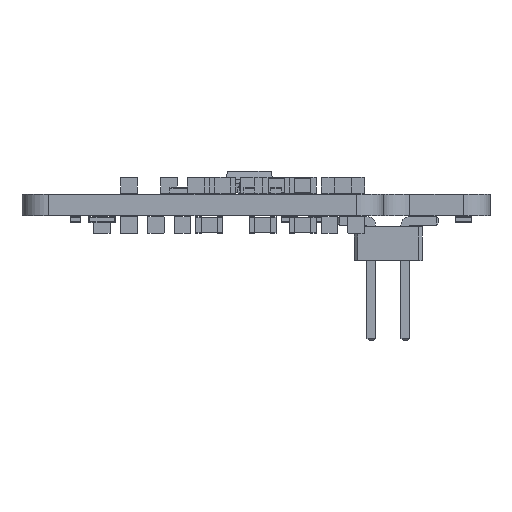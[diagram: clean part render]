
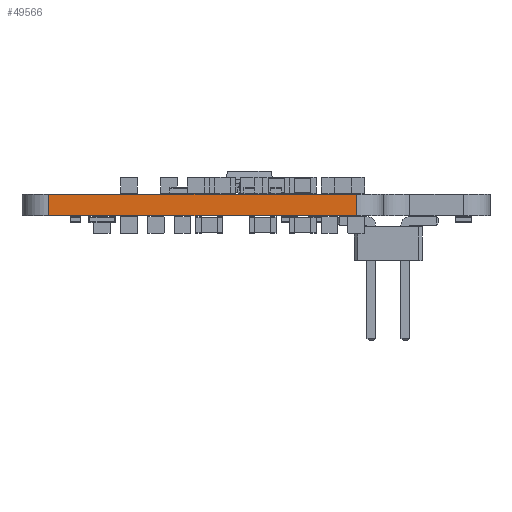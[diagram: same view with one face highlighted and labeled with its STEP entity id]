
A CAD part, left-side view. The second image highlights one B-rep face of the part: STEP entity #49566.
In plain terms, the highlighted planar face has unit normal (-1, 0, 0).
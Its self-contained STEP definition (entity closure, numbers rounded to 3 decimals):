
#46277 = PLANE('',#46278);
#46278 = AXIS2_PLACEMENT_3D('',#46279,#46280,#46281);
#46279 = CARTESIAN_POINT('',(208.19,-37.66,1.6));
#46280 = DIRECTION('',(0.,0.,1.));
#46281 = DIRECTION('',(1.,0.,-0.));
#46331 = PLANE('',#46332);
#46332 = AXIS2_PLACEMENT_3D('',#46333,#46334,#46335);
#46333 = CARTESIAN_POINT('',(208.19,-37.66,0.));
#46334 = DIRECTION('',(0.,0.,1.));
#46335 = DIRECTION('',(1.,0.,-0.));
#46585 = VERTEX_POINT('',#46586);
#46586 = CARTESIAN_POINT('',(166.,-24.,0.));
#46601 = CYLINDRICAL_SURFACE('',#46602,2.);
#46602 = AXIS2_PLACEMENT_3D('',#46603,#46604,#46605);
#46603 = CARTESIAN_POINT('',(168.,-24.,0.));
#46604 = DIRECTION('',(-0.,-0.,-1.));
#46605 = DIRECTION('',(1.,0.,-0.));
#46613 = EDGE_CURVE('',#46585,#46614,#46616,.T.);
#46614 = VERTEX_POINT('',#46615);
#46615 = CARTESIAN_POINT('',(166.,-47.,0.));
#46616 = SURFACE_CURVE('',#46617,(#46621,#46628),.PCURVE_S1.);
#46617 = LINE('',#46618,#46619);
#46618 = CARTESIAN_POINT('',(166.,-24.,0.));
#46619 = VECTOR('',#46620,1.);
#46620 = DIRECTION('',(0.,-1.,0.));
#46621 = PCURVE('',#46331,#46622);
#46622 = DEFINITIONAL_REPRESENTATION('',(#46623),#46627);
#46623 = LINE('',#46624,#46625);
#46624 = CARTESIAN_POINT('',(-42.19,13.66));
#46625 = VECTOR('',#46626,1.);
#46626 = DIRECTION('',(0.,-1.));
#46627 = ( GEOMETRIC_REPRESENTATION_CONTEXT(2) 
PARAMETRIC_REPRESENTATION_CONTEXT() REPRESENTATION_CONTEXT('2D SPACE',''
  ) );
#46628 = PCURVE('',#46629,#46634);
#46629 = PLANE('',#46630);
#46630 = AXIS2_PLACEMENT_3D('',#46631,#46632,#46633);
#46631 = CARTESIAN_POINT('',(166.,-24.,0.));
#46632 = DIRECTION('',(1.,0.,-0.));
#46633 = DIRECTION('',(0.,-1.,0.));
#46634 = DEFINITIONAL_REPRESENTATION('',(#46635),#46639);
#46635 = LINE('',#46636,#46637);
#46636 = CARTESIAN_POINT('',(0.,0.));
#46637 = VECTOR('',#46638,1.);
#46638 = DIRECTION('',(1.,0.));
#46639 = ( GEOMETRIC_REPRESENTATION_CONTEXT(2) 
PARAMETRIC_REPRESENTATION_CONTEXT() REPRESENTATION_CONTEXT('2D SPACE',''
  ) );
#46658 = CYLINDRICAL_SURFACE('',#46659,2.);
#46659 = AXIS2_PLACEMENT_3D('',#46660,#46661,#46662);
#46660 = CARTESIAN_POINT('',(168.,-47.,0.));
#46661 = DIRECTION('',(-0.,-0.,-1.));
#46662 = DIRECTION('',(1.,0.,-0.));
#48126 = VERTEX_POINT('',#48127);
#48127 = CARTESIAN_POINT('',(166.,-24.,1.6));
#48149 = EDGE_CURVE('',#48126,#48150,#48152,.T.);
#48150 = VERTEX_POINT('',#48151);
#48151 = CARTESIAN_POINT('',(166.,-47.,1.6));
#48152 = SURFACE_CURVE('',#48153,(#48157,#48164),.PCURVE_S1.);
#48153 = LINE('',#48154,#48155);
#48154 = CARTESIAN_POINT('',(166.,-24.,1.6));
#48155 = VECTOR('',#48156,1.);
#48156 = DIRECTION('',(0.,-1.,0.));
#48157 = PCURVE('',#46277,#48158);
#48158 = DEFINITIONAL_REPRESENTATION('',(#48159),#48163);
#48159 = LINE('',#48160,#48161);
#48160 = CARTESIAN_POINT('',(-42.19,13.66));
#48161 = VECTOR('',#48162,1.);
#48162 = DIRECTION('',(0.,-1.));
#48163 = ( GEOMETRIC_REPRESENTATION_CONTEXT(2) 
PARAMETRIC_REPRESENTATION_CONTEXT() REPRESENTATION_CONTEXT('2D SPACE',''
  ) );
#48164 = PCURVE('',#46629,#48165);
#48165 = DEFINITIONAL_REPRESENTATION('',(#48166),#48170);
#48166 = LINE('',#48167,#48168);
#48167 = CARTESIAN_POINT('',(0.,-1.6));
#48168 = VECTOR('',#48169,1.);
#48169 = DIRECTION('',(1.,0.));
#48170 = ( GEOMETRIC_REPRESENTATION_CONTEXT(2) 
PARAMETRIC_REPRESENTATION_CONTEXT() REPRESENTATION_CONTEXT('2D SPACE',''
  ) );
#49516 = EDGE_CURVE('',#46614,#48150,#49517,.T.);
#49517 = SURFACE_CURVE('',#49518,(#49522,#49529),.PCURVE_S1.);
#49518 = LINE('',#49519,#49520);
#49519 = CARTESIAN_POINT('',(166.,-47.,0.));
#49520 = VECTOR('',#49521,1.);
#49521 = DIRECTION('',(0.,0.,1.));
#49522 = PCURVE('',#46658,#49523);
#49523 = DEFINITIONAL_REPRESENTATION('',(#49524),#49528);
#49524 = LINE('',#49525,#49526);
#49525 = CARTESIAN_POINT('',(-3.142,0.));
#49526 = VECTOR('',#49527,1.);
#49527 = DIRECTION('',(-0.,-1.));
#49528 = ( GEOMETRIC_REPRESENTATION_CONTEXT(2) 
PARAMETRIC_REPRESENTATION_CONTEXT() REPRESENTATION_CONTEXT('2D SPACE',''
  ) );
#49529 = PCURVE('',#46629,#49530);
#49530 = DEFINITIONAL_REPRESENTATION('',(#49531),#49535);
#49531 = LINE('',#49532,#49533);
#49532 = CARTESIAN_POINT('',(23.,0.));
#49533 = VECTOR('',#49534,1.);
#49534 = DIRECTION('',(0.,-1.));
#49535 = ( GEOMETRIC_REPRESENTATION_CONTEXT(2) 
PARAMETRIC_REPRESENTATION_CONTEXT() REPRESENTATION_CONTEXT('2D SPACE',''
  ) );
#49545 = EDGE_CURVE('',#46585,#48126,#49546,.T.);
#49546 = SURFACE_CURVE('',#49547,(#49551,#49558),.PCURVE_S1.);
#49547 = LINE('',#49548,#49549);
#49548 = CARTESIAN_POINT('',(166.,-24.,0.));
#49549 = VECTOR('',#49550,1.);
#49550 = DIRECTION('',(0.,0.,1.));
#49551 = PCURVE('',#46601,#49552);
#49552 = DEFINITIONAL_REPRESENTATION('',(#49553),#49557);
#49553 = LINE('',#49554,#49555);
#49554 = CARTESIAN_POINT('',(-3.142,0.));
#49555 = VECTOR('',#49556,1.);
#49556 = DIRECTION('',(-0.,-1.));
#49557 = ( GEOMETRIC_REPRESENTATION_CONTEXT(2) 
PARAMETRIC_REPRESENTATION_CONTEXT() REPRESENTATION_CONTEXT('2D SPACE',''
  ) );
#49558 = PCURVE('',#46629,#49559);
#49559 = DEFINITIONAL_REPRESENTATION('',(#49560),#49564);
#49560 = LINE('',#49561,#49562);
#49561 = CARTESIAN_POINT('',(0.,0.));
#49562 = VECTOR('',#49563,1.);
#49563 = DIRECTION('',(0.,-1.));
#49564 = ( GEOMETRIC_REPRESENTATION_CONTEXT(2) 
PARAMETRIC_REPRESENTATION_CONTEXT() REPRESENTATION_CONTEXT('2D SPACE',''
  ) );
#49566 = ADVANCED_FACE('',(#49567),#46629,.F.);
#49567 = FACE_BOUND('',#49568,.F.);
#49568 = EDGE_LOOP('',(#49569,#49570,#49571,#49572));
#49569 = ORIENTED_EDGE('',*,*,#49545,.T.);
#49570 = ORIENTED_EDGE('',*,*,#48149,.T.);
#49571 = ORIENTED_EDGE('',*,*,#49516,.F.);
#49572 = ORIENTED_EDGE('',*,*,#46613,.F.);
